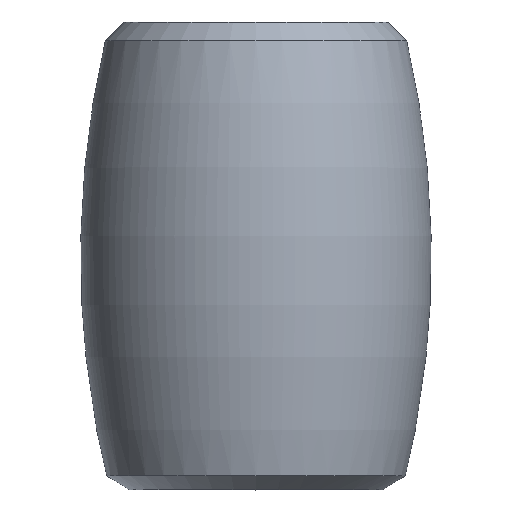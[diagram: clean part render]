
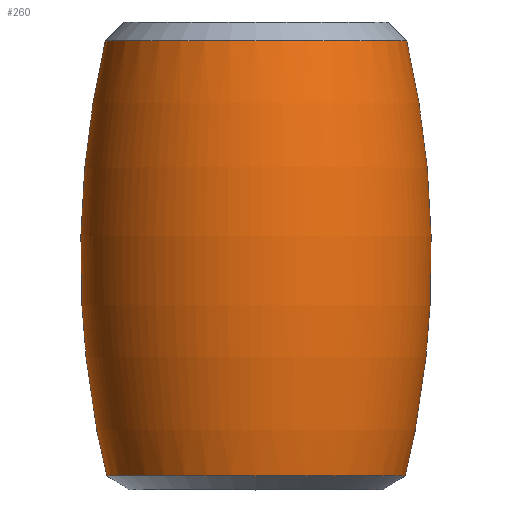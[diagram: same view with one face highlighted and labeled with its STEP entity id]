
A CAD part, top view. The second image highlights one B-rep face of the part: STEP entity #260.
In plain terms, the highlighted toroidal (fillet/blend) face has major radius 21.034 mm and minor radius 25.797 mm.
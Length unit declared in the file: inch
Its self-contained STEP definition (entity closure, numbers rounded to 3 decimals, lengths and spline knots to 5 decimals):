
#1 = CARTESIAN_POINT ( 'NONE',  ( 0.09095, 0.2669, -0.16404 ) ) ;
#2 = CARTESIAN_POINT ( 'NONE',  ( 0.09071, 0.22594, -0.16401 ) ) ;
#3 = CARTESIAN_POINT ( 'NONE',  ( 0.08957, 0.20537, -0.16386 ) ) ;
#4 = CARTESIAN_POINT ( 'NONE',  ( 0.08504, 0.16426, -0.16328 ) ) ;
#6 = CARTESIAN_POINT ( 'NONE',  ( 0.05697, 0.43725, -0.16035 ) ) ;
#11 = CARTESIAN_POINT ( 'NONE',  ( -0.02226, 0.01491, -0.15836 ) ) ;
#15 = CARTESIAN_POINT ( 'NONE',  ( 0.08168, 0.14389, -0.16285 ) ) ;
#17 = CARTESIAN_POINT ( 'NONE',  ( -0.02646, 0.01794, -0.1585 ) ) ;
#18 = CARTESIAN_POINT ( 'NONE',  ( 0.02823, 0.48018, -0.15858 ) ) ;
#20 = CARTESIAN_POINT ( 'NONE',  ( -0.03716, 0.02933, -0.159 ) ) ;
#21 = CARTESIAN_POINT ( 'NONE',  ( -0.03027, 0.02157, -0.15866 ) ) ;
#22 = CARTESIAN_POINT ( 'NONE',  ( 0., 0.01491, 0. ) ) ;
#23 = DIRECTION ( 'NONE',  ( 0., 1., 0. ) ) ;
#24 = CARTESIAN_POINT ( 'NONE',  ( -0.04024, 0.03347, -0.15917 ) ) ;
#25 = CARTESIAN_POINT ( 'NONE',  ( 0., 0.48018, 0. ) ) ;
#26 = DIRECTION ( 'NONE',  ( 0., -1., 0. ) ) ;
#27 = DIRECTION ( 'NONE',  ( 0., 0., -1. ) ) ;
#28 = CARTESIAN_POINT ( 'NONE',  ( 0.06859, 0.40867, -0.16139 ) ) ;
#29 = CARTESIAN_POINT ( 'NONE',  ( 0.06613, 0.08391, -0.16114 ) ) ;
#30 = CARTESIAN_POINT ( 'NONE',  ( -0.08956, 0.20531, -0.16385 ) ) ;
#32 = CARTESIAN_POINT ( 'NONE',  ( 0.08611, 0.32806, -0.16341 ) ) ;
#33 = CARTESIAN_POINT ( 'NONE',  ( -0.08614, 0.32783, -0.16341 ) ) ;
#34 = CARTESIAN_POINT ( 'NONE',  ( 0.07425, 0.38885, -0.16201 ) ) ;
#35 = CARTESIAN_POINT ( 'NONE',  ( 0.07217, 0.10363, -0.16178 ) ) ;
#36 = CARTESIAN_POINT ( 'NONE',  ( 0.0536, 0.05563, -0.16008 ) ) ;
#37 = CARTESIAN_POINT ( 'NONE',  ( -0.05364, 0.05569, -0.16008 ) ) ;
#40 = CARTESIAN_POINT ( 'NONE',  ( -0.07428, 0.38872, -0.16201 ) ) ;
#41 = CARTESIAN_POINT ( 'NONE',  ( -0.07221, 0.1038, -0.16179 ) ) ;
#42 = CARTESIAN_POINT ( 'NONE',  ( -0.04882, 0.04638, -0.15971 ) ) ;
#43 = CARTESIAN_POINT ( 'NONE',  ( -0.08505, 0.16439, -0.16328 ) ) ;
#45 = CARTESIAN_POINT ( 'NONE',  ( -0.08167, 0.14385, -0.16285 ) ) ;
#46 = CARTESIAN_POINT ( 'NONE',  ( -0.03551, 0.47266, -0.15891 ) ) ;
#47 = CARTESIAN_POINT ( 'NONE',  ( -0.06622, 0.08414, -0.16114 ) ) ;
#48 = CARTESIAN_POINT ( 'NONE',  ( 0.0488, 0.04635, -0.15971 ) ) ;
#50 = CARTESIAN_POINT ( 'NONE',  ( -0.09007, 0.28703, -0.16392 ) ) ;
#51 = CARTESIAN_POINT ( 'NONE',  ( -0.0907, 0.22575, -0.16401 ) ) ;
#52 = CARTESIAN_POINT ( 'NONE',  ( -0.03206, 0.47663, -0.15874 ) ) ;
#55 = CARTESIAN_POINT ( 'NONE',  ( 0.03593, 0.47304, -0.1589 ) ) ;
#56 = CARTESIAN_POINT ( 'NONE',  ( 0.09005, 0.28732, -0.16392 ) ) ;
#57 = CARTESIAN_POINT ( 'NONE',  ( 0.04195, 0.46457, -0.15926 ) ) ;
#58 = CARTESIAN_POINT ( 'NONE',  ( 0.02648, 0.01795, -0.1585 ) ) ;
#59 = CARTESIAN_POINT ( 'NONE',  ( -0.08308, 0.34833, -0.16302 ) ) ;
#60 = CARTESIAN_POINT ( 'NONE',  ( 0.02226, 0.01491, -0.15836 ) ) ;
#61 = CARTESIAN_POINT ( 'NONE',  ( 0.03716, 0.02934, -0.159 ) ) ;
#62 = CARTESIAN_POINT ( 'NONE',  ( 0.05257, 0.44659, -0.15999 ) ) ;
#63 = CARTESIAN_POINT ( 'NONE',  ( -0.02823, 0.48018, -0.15858 ) ) ;
#65 = CARTESIAN_POINT ( 'NONE',  ( -0.09095, 0.26661, -0.16404 ) ) ;
#66 = CARTESIAN_POINT ( 'NONE',  ( 0.04024, 0.03347, -0.15917 ) ) ;
#68 = CARTESIAN_POINT ( 'NONE',  ( -0.04461, 0.46006, -0.15944 ) ) ;
#69 = CARTESIAN_POINT ( 'NONE',  ( -0.05253, 0.44666, -0.15999 ) ) ;
#70 = CARTESIAN_POINT ( 'NONE',  ( -0.04177, 0.46439, -0.15926 ) ) ;
#72 = DIRECTION ( 'NONE',  ( 0., 0., 1. ) ) ;
#74 = CARTESIAN_POINT ( 'NONE',  ( 0.0303, 0.0216, -0.15866 ) ) ;
#75 = CARTESIAN_POINT ( 'NONE',  ( -0.05699, 0.4372, -0.16036 ) ) ;
#76 = CARTESIAN_POINT ( 'NONE',  ( 0.08307, 0.34837, -0.16302 ) ) ;
#77 = CARTESIAN_POINT ( 'NONE',  ( 0., 0.25, 0. ) ) ;
#78 = CARTESIAN_POINT ( 'NONE',  ( -0.06864, 0.40852, -0.16139 ) ) ;
#80 = AXIS2_PLACEMENT_3D ( 'NONE', #77, #132, #148 ) ;
#87 = AXIS2_PLACEMENT_3D ( 'NONE', #25, #26, #27 ) ;
#92 = EDGE_CURVE ( 'NONE', #222, #209, #122, .T. ) ;
#100 = EDGE_CURVE ( 'NONE', #222, #227, #228, .T. ) ;
#102 = AXIS2_PLACEMENT_3D ( 'NONE', #22, #23, #72 ) ;
#103 = EDGE_CURVE ( 'NONE', #205, #209, #219, .T. ) ;
#109 = EDGE_CURVE ( 'NONE', #205, #227, #121, .T. ) ;
#121 = B_SPLINE_CURVE_WITH_KNOTS ( 'NONE', 3,
 ( #18, #55, #57, #62, #6, #28, #34, #76, #32, #56, #1, #2, #3, #4, #15, #35, #29, #36, #48, #66, #61, #74, #58, #60 ),
 .UNSPECIFIED., .F., .F.,
 ( 4, 2, 2, 2, 2, 2, 2, 2, 2, 2, 2, 4 ),
 ( 0.01277, 0.01355, 0.01433, 0.0159, 0.01747, 0.01903, 0.0206, 0.02217, 0.02374, 0.02452, 0.02491, 0.0253 ),
 .UNSPECIFIED. ) ;
#122 = B_SPLINE_CURVE_WITH_KNOTS ( 'NONE', 3,
 ( #11, #17, #21, #20, #24, #42, #37, #47, #41, #45, #43, #30, #51, #65, #50, #33, #59, #40, #78, #75, #69, #68, #70, #46, #52, #63 ),
 .UNSPECIFIED., .F., .F.,
 ( 4, 2, 2, 2, 2, 2, 2, 2, 2, 2, 2, 2, 4 ),
 ( 0.02651, 0.0269, 0.02729, 0.02807, 0.02964, 0.03121, 0.03277, 0.03434, 0.03591, 0.03747, 0.03826, 0.03865, 0.03904 ),
 .UNSPECIFIED. ) ;
#128 = CARTESIAN_POINT ( 'NONE',  ( 0.02823, 0.48018, -0.15858 ) ) ;
#130 = CARTESIAN_POINT ( 'NONE',  ( -0.02823, 0.48018, -0.15858 ) ) ;
#131 = CARTESIAN_POINT ( 'NONE',  ( 0.02226, 0.01491, -0.15836 ) ) ;
#132 = DIRECTION ( 'NONE',  ( 0., 1., 0. ) ) ;
#148 = DIRECTION ( 'NONE',  ( 0., 0., 1. ) ) ;
#157 = CARTESIAN_POINT ( 'NONE',  ( -0.02226, 0.01491, -0.15836 ) ) ;
#183 = ORIENTED_EDGE ( 'NONE', *, *, #103, .T. ) ;
#189 = ORIENTED_EDGE ( 'NONE', *, *, #92, .F. ) ;
#198 = EDGE_LOOP ( 'NONE', ( #189, #218, #229, #183 ) ) ;
#205 = VERTEX_POINT ( 'NONE', #128 ) ;
#209 = VERTEX_POINT ( 'NONE', #130 ) ;
#212 = FACE_OUTER_BOUND ( 'NONE', #198, .T. ) ;
#217 = TOROIDAL_SURFACE ( 'NONE', #80, -0.82812, 1.01563 ) ;
#218 = ORIENTED_EDGE ( 'NONE', *, *, #100, .T. ) ;
#219 = CIRCLE ( 'NONE', #87, 0.16107 ) ;
#222 = VERTEX_POINT ( 'NONE', #157 ) ;
#227 = VERTEX_POINT ( 'NONE', #131 ) ;
#228 = CIRCLE ( 'NONE', #102, 0.15992 ) ;
#229 = ORIENTED_EDGE ( 'NONE', *, *, #109, .F. ) ;
#260 = ADVANCED_FACE ( 'NONE', ( #212 ), #217, .T. ) ;
